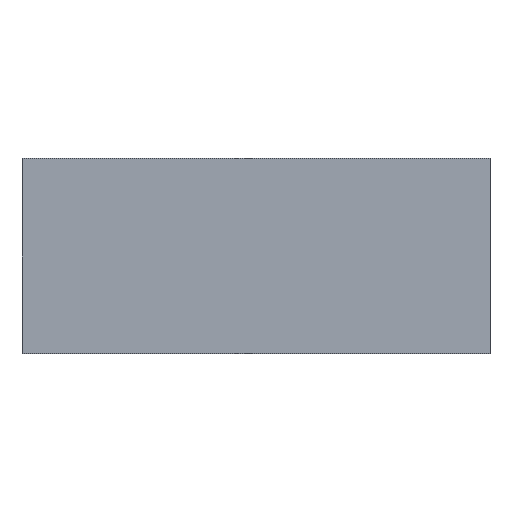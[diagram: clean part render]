
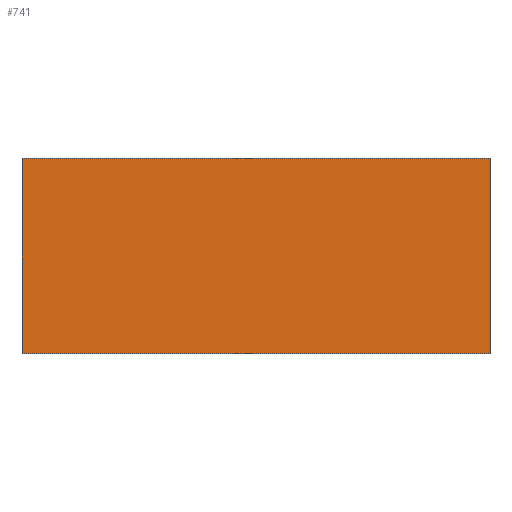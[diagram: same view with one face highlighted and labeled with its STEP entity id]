
A CAD part, top view. The second image highlights one B-rep face of the part: STEP entity #741.
In plain terms, the highlighted planar face has unit normal (0, 0, 1).
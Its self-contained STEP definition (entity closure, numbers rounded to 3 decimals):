
#741=ADVANCED_FACE($,(#1049),#3965,.T.);
#1049=FACE_OUTER_BOUND($,#1357,.T.);
#1357=EDGE_LOOP($,(#1716,#1717,#1718,#1719));
#1716=ORIENTED_EDGE($,*,*,#2959,.F.);
#1717=ORIENTED_EDGE($,*,*,#2958,.F.);
#1718=ORIENTED_EDGE($,*,*,#2957,.F.);
#1719=ORIENTED_EDGE($,*,*,#2956,.F.);
#2956=EDGE_CURVE($,#3578,#3579,#4066,.T.);
#2957=EDGE_CURVE($,#3579,#3580,#4067,.T.);
#2958=EDGE_CURVE($,#3580,#3581,#4068,.T.);
#2959=EDGE_CURVE($,#3581,#3578,#4069,.T.);
#3578=VERTEX_POINT($,#4630);
#3579=VERTEX_POINT($,#4631);
#3580=VERTEX_POINT($,#4632);
#3581=VERTEX_POINT($,#4633);
#3965=PLANE($,#4347);
#4066=B_SPLINE_CURVE_WITH_KNOTS($,1,(#4556,#4557),.UNSPECIFIED.,.F.,.F.,
(2,2),(0.,1000.),.UNSPECIFIED.);
#4067=B_SPLINE_CURVE_WITH_KNOTS($,1,(#4558,#4559),.UNSPECIFIED.,.F.,.F.,
(2,2),(0.,2400.),.UNSPECIFIED.);
#4068=B_SPLINE_CURVE_WITH_KNOTS($,1,(#4560,#4561),.UNSPECIFIED.,.F.,.F.,
(2,2),(0.,1000.),.UNSPECIFIED.);
#4069=B_SPLINE_CURVE_WITH_KNOTS($,1,(#4562,#4563),.UNSPECIFIED.,.F.,.F.,
(2,2),(0.,2400.),.UNSPECIFIED.);
#4347=AXIS2_PLACEMENT_3D($,#4609,#4452,$);
#4452=DIRECTION($,(0.,0.,1.));
#4556=CARTESIAN_POINT($,(0.,-56.,714.));
#4557=CARTESIAN_POINT($,(0.,944.,714.));
#4558=CARTESIAN_POINT($,(0.,944.,714.));
#4559=CARTESIAN_POINT($,(2400.,944.,714.));
#4560=CARTESIAN_POINT($,(2400.,944.,714.));
#4561=CARTESIAN_POINT($,(2400.,-56.,714.));
#4562=CARTESIAN_POINT($,(2400.,-56.,714.));
#4563=CARTESIAN_POINT($,(0.,-56.,714.));
#4609=CARTESIAN_POINT($,(0.,-56.,714.));
#4630=CARTESIAN_POINT($,(0.,-56.,714.));
#4631=CARTESIAN_POINT($,(0.,944.,714.));
#4632=CARTESIAN_POINT($,(2400.,944.,714.));
#4633=CARTESIAN_POINT($,(2400.,-56.,714.));
